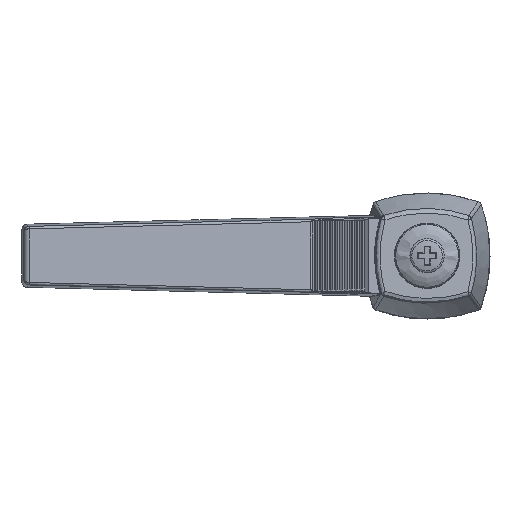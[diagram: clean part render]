
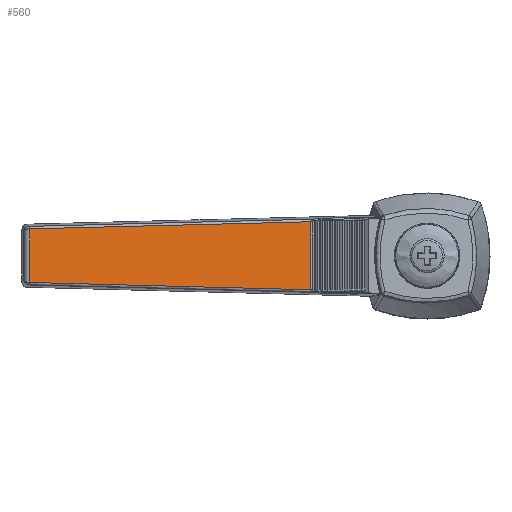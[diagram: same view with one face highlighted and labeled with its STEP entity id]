
A CAD part, top view. The second image highlights one B-rep face of the part: STEP entity #560.
In plain terms, the highlighted planar face has unit normal (0.174, 0, 0.985).
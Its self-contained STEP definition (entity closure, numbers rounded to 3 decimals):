
#560 = ADVANCED_FACE( '', ( #1201 ), #1202, .F. );
#1201 = FACE_OUTER_BOUND( '', #5004, .T. );
#1202 = PLANE( '', #5005 );
#5004 = EDGE_LOOP( '', ( #8120, #8121, #8122, #8123 ) );
#5005 = AXIS2_PLACEMENT_3D( '', #8124, #8125, #8126 );
#8120 = ORIENTED_EDGE( '', *, *, #8694, .T. );
#8121 = ORIENTED_EDGE( '', *, *, #9173, .T. );
#8122 = ORIENTED_EDGE( '', *, *, #8954, .T. );
#8123 = ORIENTED_EDGE( '', *, *, #8761, .T. );
#8124 = CARTESIAN_POINT( '', ( -33.905, 0., 38.274 ) );
#8125 = DIRECTION( '', ( -0.174, 0., -0.985 ) );
#8126 = DIRECTION( '', ( -0.985, 0., 0.174 ) );
#8694 = EDGE_CURVE( '', #9523, #9521, #9524, .T. );
#8761 = EDGE_CURVE( '', #9632, #9523, #9638, .F. );
#8954 = EDGE_CURVE( '', #9745, #9632, #9933, .T. );
#9173 = EDGE_CURVE( '', #9521, #9745, #10231, .F. );
#9521 = VERTEX_POINT( '', #11083 );
#9523 = VERTEX_POINT( '', #11085 );
#9524 = B_SPLINE_CURVE_WITH_KNOTS( '', 3, ( #11086, #11087, #11088, #11089, #11090, #11091, #11092, #11093 ), .UNSPECIFIED., .F., .F., ( 4, 2, 2, 4 ), ( 0., 0.028, 0.043, 0.057 ), .UNSPECIFIED. );
#9632 = VERTEX_POINT( '', #11529 );
#9638 = LINE( '', #11590, #11591 );
#9745 = VERTEX_POINT( '', #11934 );
#9933 = B_SPLINE_CURVE_WITH_KNOTS( '', 3, ( #12600, #12601, #12602, #12603, #12604, #12605, #12606, #12607 ), .UNSPECIFIED., .F., .F., ( 4, 2, 2, 4 ), ( 0.001, 0.015, 0.029, 0.058 ), .UNSPECIFIED. );
#10231 = LINE( '', #14054, #14055 );
#11083 = CARTESIAN_POINT( '', ( -78.94, 5.324, 46.215 ) );
#11085 = CARTESIAN_POINT( '', ( -23.09, 6.754, 36.367 ) );
#11086 = CARTESIAN_POINT( '', ( -23.09, 6.754, 36.367 ) );
#11087 = CARTESIAN_POINT( '', ( -32.398, 6.514, 38.009 ) );
#11088 = CARTESIAN_POINT( '', ( -41.706, 6.275, 39.65 ) );
#11089 = CARTESIAN_POINT( '', ( -55.669, 5.918, 42.112 ) );
#11090 = CARTESIAN_POINT( '', ( -60.323, 5.798, 42.932 ) );
#11091 = CARTESIAN_POINT( '', ( -69.631, 5.561, 44.574 ) );
#11092 = CARTESIAN_POINT( '', ( -74.286, 5.442, 45.394 ) );
#11093 = CARTESIAN_POINT( '', ( -78.94, 5.324, 46.215 ) );
#11529 = CARTESIAN_POINT( '', ( -23.09, -6.754, 36.367 ) );
#11590 = CARTESIAN_POINT( '', ( -23.09, 6.986, 36.367 ) );
#11591 = VECTOR( '', #15001, 1000. );
#11934 = CARTESIAN_POINT( '', ( -78.94, -5.324, 46.215 ) );
#12600 = CARTESIAN_POINT( '', ( -78.94, -5.324, 46.215 ) );
#12601 = CARTESIAN_POINT( '', ( -74.286, -5.442, 45.394 ) );
#12602 = CARTESIAN_POINT( '', ( -69.631, -5.561, 44.574 ) );
#12603 = CARTESIAN_POINT( '', ( -60.323, -5.798, 42.932 ) );
#12604 = CARTESIAN_POINT( '', ( -55.669, -5.918, 42.112 ) );
#12605 = CARTESIAN_POINT( '', ( -41.706, -6.275, 39.65 ) );
#12606 = CARTESIAN_POINT( '', ( -32.398, -6.514, 38.009 ) );
#12607 = CARTESIAN_POINT( '', ( -23.09, -6.754, 36.367 ) );
#14054 = CARTESIAN_POINT( '', ( -78.94, 0., 46.215 ) );
#14055 = VECTOR( '', #15358, 1000. );
#15001 = DIRECTION( '', ( 0., -1., 0. ) );
#15358 = DIRECTION( '', ( 0., 1., 0. ) );
